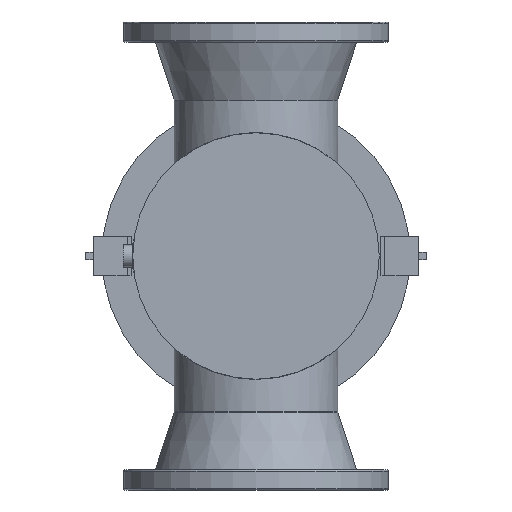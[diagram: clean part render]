
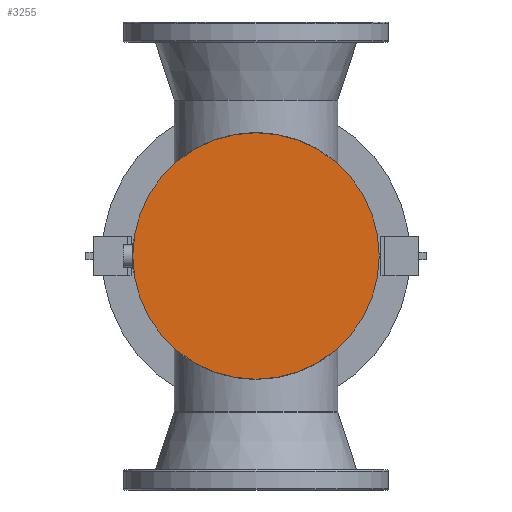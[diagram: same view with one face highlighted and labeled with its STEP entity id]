
A CAD part, front view. The second image highlights one B-rep face of the part: STEP entity #3255.
In plain terms, the highlighted planar face has unit normal (0, -1, 0).
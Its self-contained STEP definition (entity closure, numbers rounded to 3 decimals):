
#235 = AXIS2_PLACEMENT_3D ( 'NONE', #3040, #6128, #5391 ) ;
#390 = AXIS2_PLACEMENT_3D ( 'NONE', #9201, #8451, #4640 ) ;
#455 = EDGE_CURVE ( 'NONE', #3035, #9920, #3777, .T. ) ;
#1174 = ORIENTED_EDGE ( 'NONE', *, *, #455, .T. ) ;
#1708 = DIRECTION ( 'NONE',  ( 0., 1., 0. ) ) ;
#1754 = CARTESIAN_POINT ( 'NONE',  ( -52.046, -504.287, 13.392 ) ) ;
#2301 = CIRCLE ( 'NONE', #390, 158. ) ;
#3035 = VERTEX_POINT ( 'NONE', #6326 ) ;
#3040 = CARTESIAN_POINT ( 'NONE',  ( -52.046, -504.287, 13.392 ) ) ;
#3064 = ORIENTED_EDGE ( 'NONE', *, *, #7144, .T. ) ;
#3255 = ADVANCED_FACE ( 'NONE', ( #9435 ), #5626, .F. ) ;
#3777 = CIRCLE ( 'NONE', #235, 158. ) ;
#4640 = DIRECTION ( 'NONE',  ( 0., 0., -1. ) ) ;
#4737 = DIRECTION ( 'NONE',  ( 0., 0., 1. ) ) ;
#4896 = CARTESIAN_POINT ( 'NONE',  ( -52.046, -504.287, -144.608 ) ) ;
#5391 = DIRECTION ( 'NONE',  ( 0., 0., -1. ) ) ;
#5626 = PLANE ( 'NONE',  #6439 ) ;
#6128 = DIRECTION ( 'NONE',  ( 0., -1., 0. ) ) ;
#6326 = CARTESIAN_POINT ( 'NONE',  ( -52.046, -504.287, 171.392 ) ) ;
#6439 = AXIS2_PLACEMENT_3D ( 'NONE', #1754, #1708, #4737 ) ;
#7144 = EDGE_CURVE ( 'NONE', #9920, #3035, #2301, .T. ) ;
#8451 = DIRECTION ( 'NONE',  ( 0., -1., 0. ) ) ;
#8850 = EDGE_LOOP ( 'NONE', ( #3064, #1174 ) ) ;
#9201 = CARTESIAN_POINT ( 'NONE',  ( -52.046, -504.287, 13.392 ) ) ;
#9435 = FACE_OUTER_BOUND ( 'NONE', #8850, .T. ) ;
#9920 = VERTEX_POINT ( 'NONE', #4896 ) ;
